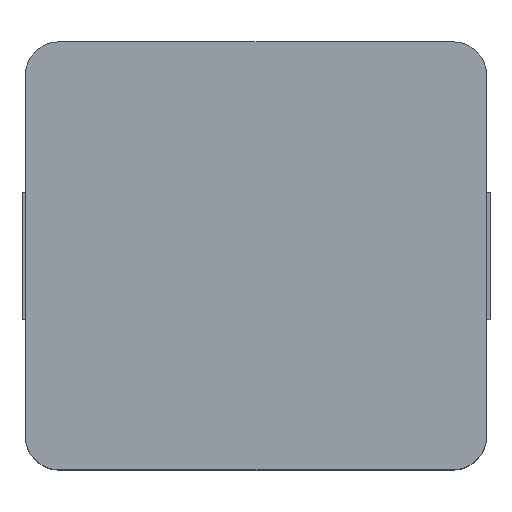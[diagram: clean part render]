
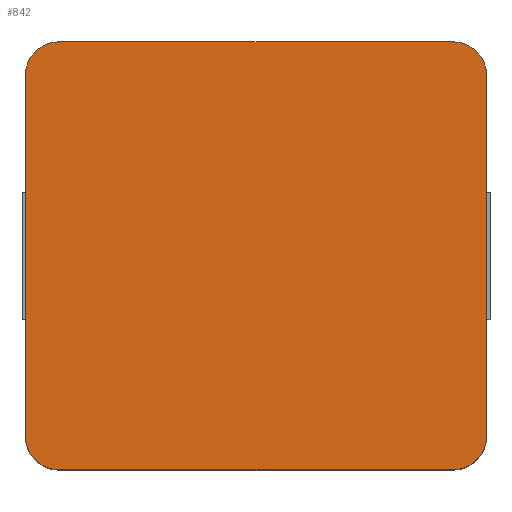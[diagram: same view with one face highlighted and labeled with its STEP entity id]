
A CAD part, top view. The second image highlights one B-rep face of the part: STEP entity #842.
In plain terms, the highlighted planar face has unit normal (0, 0, 1).
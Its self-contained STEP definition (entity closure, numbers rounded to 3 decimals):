
#547=CARTESIAN_POINT('Vertex',(6.9,5.4,6.5)) ;
#561=CARTESIAN_POINT('Vertex',(5.9,6.4,6.5)) ;
#564=CARTESIAN_POINT('Axis2P3D Location',(5.9,5.4,6.5)) ;
#608=CARTESIAN_POINT('Line Origine',(6.9,0.,6.5)) ;
#612=CARTESIAN_POINT('Vertex',(6.9,-5.4,6.5)) ;
#778=CARTESIAN_POINT('Vertex',(-5.9,6.4,6.5)) ;
#781=CARTESIAN_POINT('Line Origine',(0.,6.4,6.5)) ;
#794=CARTESIAN_POINT('Axis2P3D Location',(0.,0.,6.5)) ;
#799=CARTESIAN_POINT('Axis2P3D Location',(-5.9,5.4,6.5)) ;
#803=CARTESIAN_POINT('Vertex',(-6.9,5.4,6.5)) ;
#806=CARTESIAN_POINT('Line Origine',(-6.9,0.,6.5)) ;
#810=CARTESIAN_POINT('Vertex',(-6.9,-5.4,6.5)) ;
#813=CARTESIAN_POINT('Axis2P3D Location',(-5.9,-5.4,6.5)) ;
#817=CARTESIAN_POINT('Vertex',(-5.9,-6.4,6.5)) ;
#820=CARTESIAN_POINT('Line Origine',(0.,-6.4,6.5)) ;
#824=CARTESIAN_POINT('Vertex',(5.9,-6.4,6.5)) ;
#827=CARTESIAN_POINT('Axis2P3D Location',(5.9,-5.4,6.5)) ;
#610=VECTOR('Line Direction',#609,1.) ;
#783=VECTOR('Line Direction',#782,1.) ;
#808=VECTOR('Line Direction',#807,1.) ;
#822=VECTOR('Line Direction',#821,1.) ;
#565=DIRECTION('Axis2P3D Direction',(0.,0.,1.)) ;
#609=DIRECTION('Vector Direction',(0.,-1.,0.)) ;
#782=DIRECTION('Vector Direction',(1.,0.,0.)) ;
#795=DIRECTION('Axis2P3D Direction',(0.,0.,1.)) ;
#796=DIRECTION('Axis2P3D XDirection',(1.,0.,0.)) ;
#800=DIRECTION('Axis2P3D Direction',(0.,0.,1.)) ;
#807=DIRECTION('Vector Direction',(0.,1.,0.)) ;
#814=DIRECTION('Axis2P3D Direction',(0.,0.,1.)) ;
#821=DIRECTION('Vector Direction',(-1.,0.,0.)) ;
#828=DIRECTION('Axis2P3D Direction',(0.,0.,1.)) ;
#566=AXIS2_PLACEMENT_3D('Circle Axis2P3D',#564,#565,$) ;
#797=AXIS2_PLACEMENT_3D('Plane Axis2P3D',#794,#795,#796) ;
#801=AXIS2_PLACEMENT_3D('Circle Axis2P3D',#799,#800,$) ;
#815=AXIS2_PLACEMENT_3D('Circle Axis2P3D',#813,#814,$) ;
#829=AXIS2_PLACEMENT_3D('Circle Axis2P3D',#827,#828,$) ;
#611=LINE('Line',#608,#610) ;
#784=LINE('Line',#781,#783) ;
#809=LINE('Line',#806,#808) ;
#823=LINE('Line',#820,#822) ;
#567=CIRCLE('generated circle',#566,1.) ;
#802=CIRCLE('generated circle',#801,1.) ;
#816=CIRCLE('generated circle',#815,1.) ;
#830=CIRCLE('generated circle',#829,1.) ;
#798=PLANE('',#797) ;
#568=EDGE_CURVE('',#548,#562,#567,.T.) ;
#614=EDGE_CURVE('',#613,#548,#611,.F.) ;
#785=EDGE_CURVE('',#562,#779,#784,.F.) ;
#805=EDGE_CURVE('',#779,#804,#802,.T.) ;
#812=EDGE_CURVE('',#804,#811,#809,.F.) ;
#819=EDGE_CURVE('',#811,#818,#816,.T.) ;
#826=EDGE_CURVE('',#818,#825,#823,.F.) ;
#831=EDGE_CURVE('',#825,#613,#830,.T.) ;
#832=EDGE_LOOP('',(#833,#834,#835,#836,#837,#838,#839,#840)) ;
#833=ORIENTED_EDGE('',*,*,#568,.T.) ;
#834=ORIENTED_EDGE('',*,*,#785,.T.) ;
#835=ORIENTED_EDGE('',*,*,#805,.T.) ;
#836=ORIENTED_EDGE('',*,*,#812,.T.) ;
#837=ORIENTED_EDGE('',*,*,#819,.T.) ;
#838=ORIENTED_EDGE('',*,*,#826,.T.) ;
#839=ORIENTED_EDGE('',*,*,#831,.T.) ;
#840=ORIENTED_EDGE('',*,*,#614,.T.) ;
#548=VERTEX_POINT('',#547) ;
#562=VERTEX_POINT('',#561) ;
#613=VERTEX_POINT('',#612) ;
#779=VERTEX_POINT('',#778) ;
#804=VERTEX_POINT('',#803) ;
#811=VERTEX_POINT('',#810) ;
#818=VERTEX_POINT('',#817) ;
#825=VERTEX_POINT('',#824) ;
#842=ADVANCED_FACE('PartBody',(#841),#798,.T.) ;
#841=FACE_OUTER_BOUND('',#832,.T.) ;
